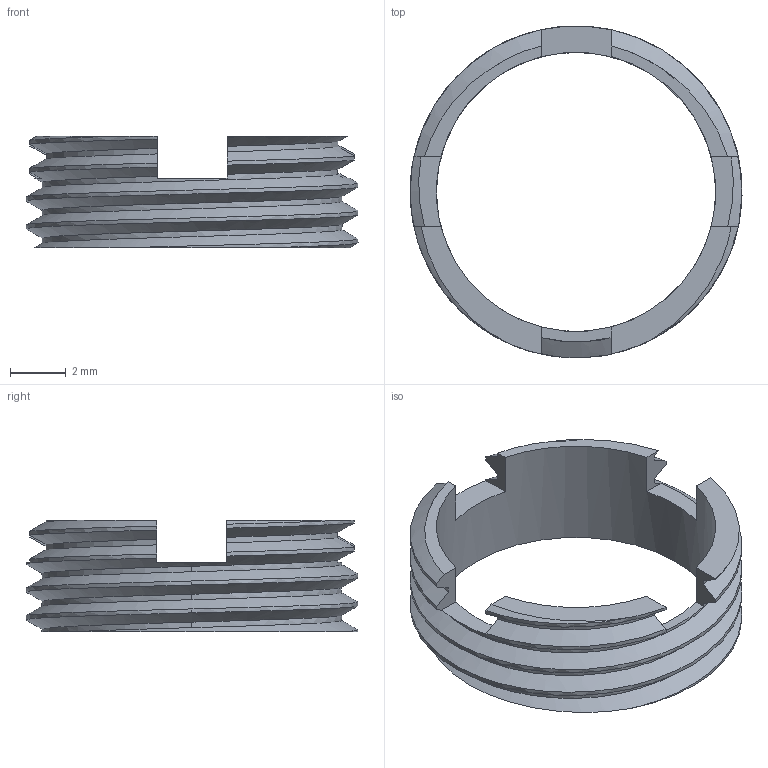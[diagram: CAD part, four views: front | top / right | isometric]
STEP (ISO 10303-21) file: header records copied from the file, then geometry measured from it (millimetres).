
FILE_DESCRIPTION(/* description */ (''),/* implementation_level */ '2;1');
FILE_NAME(/* name */ '06-0529 M12 x 1 Castle nut v1.step',/* time_stamp */ '2024-11-25T15:27:14-08:00',/* author */ (''),/* organization */ (''),/* preprocessor_version */ 'ST-DEVELOPER v20',/* originating_system */ 'Autodesk Translation Framework v13.20.0.188',/* authorisation */ '');
FILE_SCHEMA (('AUTOMOTIVE_DESIGN { 1 0 10303 214 3 1 1 }'));
Length unit declared in the file: millimetre
Products named in the file (1): 06-0529 M12 x 1 Castle nut
Bounding box: 11.89 x 11.88 x 4 mm (x, y, z)
Volume: 76.5 mm3; surface area: 372 mm2
Topology: 1 solids, 1 shells, 51 faces, 150 edges, 100 vertices
Faces by surface type: cylinder 20, plane 17, bspline 14
Full cylindrical faces by diameter (mm): 10 x1, 10.741 x2, 11.884 x1
Entity records: 2937 total; most frequent: CARTESIAN_POINT 1710, ORIENTED_EDGE 300, DIRECTION 170, EDGE_CURVE 150, VERTEX_POINT 100, B_SPLINE_CURVE_WITH_KNOTS 74, LINE 58, VECTOR 58
